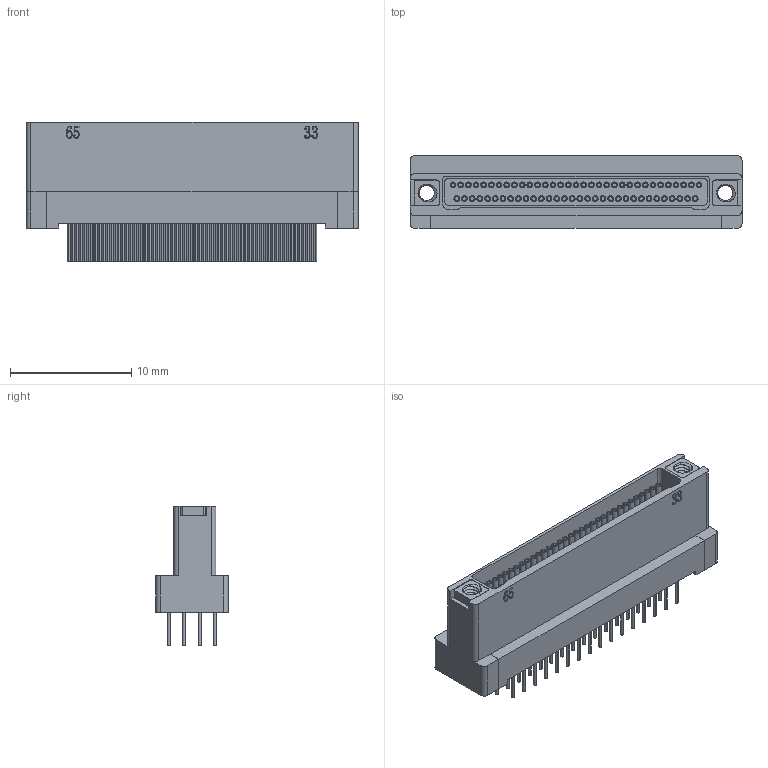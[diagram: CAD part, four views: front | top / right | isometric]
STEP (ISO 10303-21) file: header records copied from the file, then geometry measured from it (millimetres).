
FILE_DESCRIPTION (( 'STEP AP203' ), '1' );
FILE_NAME ('J63A-2H2-065-231-TH.STEP', '2025-04-08T02:51:29', ( '' ), ( '' ), 'SwSTEP 2.0', 'SolidWorks 2021', '' );
FILE_SCHEMA (( 'CONFIG_CONTROL_DESIGN' ));
Products named in the file (1): J63A-2H2-065-231-TH
Bounding box: 27.41 x 6.02 x 11.51 mm (x, y, z)
Volume: 813.9 mm3; surface area: 1802.4 mm2
Topology: 1 solids, 1 shells, 1413 faces, 3488 edges, 2320 vertices
Faces by surface type: plane 556, cylinder 542, bspline 293, cone 14, torus 8
Entity records: 59355 total; most frequent: CARTESIAN_POINT 27493, ORIENTED_EDGE 6976, DIRECTION 5806, EDGE_CURVE 3488, VERTEX_POINT 2320, AXIS2_PLACEMENT_3D 2019, VECTOR 1768, LINE 1768
